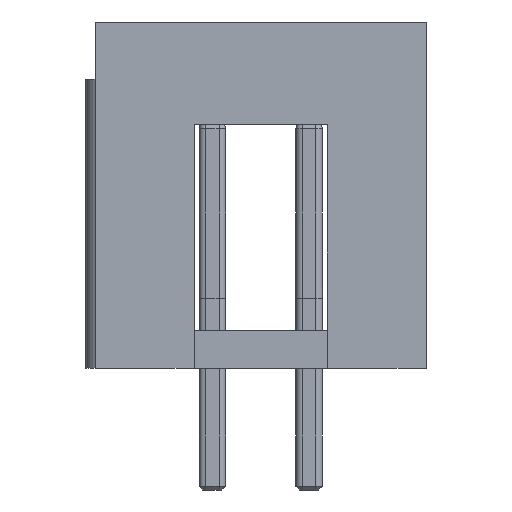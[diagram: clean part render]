
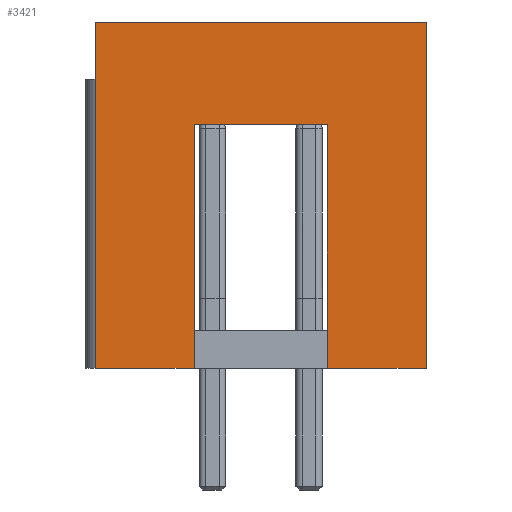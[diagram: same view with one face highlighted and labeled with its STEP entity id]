
A CAD part, left-side view. The second image highlights one B-rep face of the part: STEP entity #3421.
In plain terms, the highlighted planar face has unit normal (-1, 0, 0).
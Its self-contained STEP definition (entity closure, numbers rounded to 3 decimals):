
#69 = PLANE('',#70);
#70 = AXIS2_PLACEMENT_3D('',#71,#72,#73);
#71 = CARTESIAN_POINT('',(0.,0.,0.));
#72 = DIRECTION('',(0.,0.,1.));
#73 = DIRECTION('',(1.,0.,-0.));
#94 = VERTEX_POINT('',#95);
#95 = CARTESIAN_POINT('',(-11.61,4.35,0.));
#109 = PLANE('',#110);
#110 = AXIS2_PLACEMENT_3D('',#111,#112,#113);
#111 = CARTESIAN_POINT('',(11.61,4.35,0.));
#112 = DIRECTION('',(0.,-1.,0.));
#113 = DIRECTION('',(-1.,0.,0.));
#121 = EDGE_CURVE('',#94,#122,#124,.T.);
#122 = VERTEX_POINT('',#123);
#123 = CARTESIAN_POINT('',(-11.61,1.75,0.));
#124 = SURFACE_CURVE('',#125,(#129,#136),.PCURVE_S1.);
#125 = LINE('',#126,#127);
#126 = CARTESIAN_POINT('',(-11.61,4.35,0.));
#127 = VECTOR('',#128,1.);
#128 = DIRECTION('',(0.,-1.,0.));
#129 = PCURVE('',#69,#130);
#130 = DEFINITIONAL_REPRESENTATION('',(#131),#135);
#131 = LINE('',#132,#133);
#132 = CARTESIAN_POINT('',(-11.61,4.35));
#133 = VECTOR('',#134,1.);
#134 = DIRECTION('',(0.,-1.));
#135 = ( GEOMETRIC_REPRESENTATION_CONTEXT(2) 
PARAMETRIC_REPRESENTATION_CONTEXT() REPRESENTATION_CONTEXT('2D SPACE',''
  ) );
#136 = PCURVE('',#137,#142);
#137 = PLANE('',#138);
#138 = AXIS2_PLACEMENT_3D('',#139,#140,#141);
#139 = CARTESIAN_POINT('',(-11.61,4.35,0.));
#140 = DIRECTION('',(1.,0.,-0.));
#141 = DIRECTION('',(0.,-1.,0.));
#142 = DEFINITIONAL_REPRESENTATION('',(#143),#147);
#143 = LINE('',#144,#145);
#144 = CARTESIAN_POINT('',(0.,0.));
#145 = VECTOR('',#146,1.);
#146 = DIRECTION('',(1.,0.));
#147 = ( GEOMETRIC_REPRESENTATION_CONTEXT(2) 
PARAMETRIC_REPRESENTATION_CONTEXT() REPRESENTATION_CONTEXT('2D SPACE',''
  ) );
#165 = PLANE('',#166);
#166 = AXIS2_PLACEMENT_3D('',#167,#168,#169);
#167 = CARTESIAN_POINT('',(-10.61,1.75,0.));
#168 = DIRECTION('',(0.,-1.,0.));
#169 = DIRECTION('',(-1.,0.,0.));
#206 = VERTEX_POINT('',#207);
#207 = CARTESIAN_POINT('',(-11.61,-1.75,0.));
#221 = PLANE('',#222);
#222 = AXIS2_PLACEMENT_3D('',#223,#224,#225);
#223 = CARTESIAN_POINT('',(-11.61,-1.75,0.));
#224 = DIRECTION('',(0.,1.,0.));
#225 = DIRECTION('',(1.,0.,0.));
#233 = EDGE_CURVE('',#206,#234,#236,.T.);
#234 = VERTEX_POINT('',#235);
#235 = CARTESIAN_POINT('',(-11.61,-4.35,0.));
#236 = SURFACE_CURVE('',#237,(#241,#248),.PCURVE_S1.);
#237 = LINE('',#238,#239);
#238 = CARTESIAN_POINT('',(-11.61,4.35,0.));
#239 = VECTOR('',#240,1.);
#240 = DIRECTION('',(0.,-1.,0.));
#241 = PCURVE('',#69,#242);
#242 = DEFINITIONAL_REPRESENTATION('',(#243),#247);
#243 = LINE('',#244,#245);
#244 = CARTESIAN_POINT('',(-11.61,4.35));
#245 = VECTOR('',#246,1.);
#246 = DIRECTION('',(0.,-1.));
#247 = ( GEOMETRIC_REPRESENTATION_CONTEXT(2) 
PARAMETRIC_REPRESENTATION_CONTEXT() REPRESENTATION_CONTEXT('2D SPACE',''
  ) );
#248 = PCURVE('',#137,#249);
#249 = DEFINITIONAL_REPRESENTATION('',(#250),#254);
#250 = LINE('',#251,#252);
#251 = CARTESIAN_POINT('',(0.,0.));
#252 = VECTOR('',#253,1.);
#253 = DIRECTION('',(1.,0.));
#254 = ( GEOMETRIC_REPRESENTATION_CONTEXT(2) 
PARAMETRIC_REPRESENTATION_CONTEXT() REPRESENTATION_CONTEXT('2D SPACE',''
  ) );
#272 = PLANE('',#273);
#273 = AXIS2_PLACEMENT_3D('',#274,#275,#276);
#274 = CARTESIAN_POINT('',(-11.61,-4.35,0.));
#275 = DIRECTION('',(0.,1.,0.));
#276 = DIRECTION('',(1.,0.,0.));
#3257 = VERTEX_POINT('',#3258);
#3258 = CARTESIAN_POINT('',(-11.61,4.35,9.1));
#3272 = PLANE('',#3273);
#3273 = AXIS2_PLACEMENT_3D('',#3274,#3275,#3276);
#3274 = CARTESIAN_POINT('',(0.,0.,9.1));
#3275 = DIRECTION('',(0.,0.,1.));
#3276 = DIRECTION('',(1.,0.,-0.));
#3284 = EDGE_CURVE('',#94,#3257,#3285,.T.);
#3285 = SURFACE_CURVE('',#3286,(#3290,#3297),.PCURVE_S1.);
#3286 = LINE('',#3287,#3288);
#3287 = CARTESIAN_POINT('',(-11.61,4.35,0.));
#3288 = VECTOR('',#3289,1.);
#3289 = DIRECTION('',(0.,0.,1.));
#3290 = PCURVE('',#109,#3291);
#3291 = DEFINITIONAL_REPRESENTATION('',(#3292),#3296);
#3292 = LINE('',#3293,#3294);
#3293 = CARTESIAN_POINT('',(23.22,0.));
#3294 = VECTOR('',#3295,1.);
#3295 = DIRECTION('',(0.,-1.));
#3296 = ( GEOMETRIC_REPRESENTATION_CONTEXT(2) 
PARAMETRIC_REPRESENTATION_CONTEXT() REPRESENTATION_CONTEXT('2D SPACE',''
  ) );
#3297 = PCURVE('',#137,#3298);
#3298 = DEFINITIONAL_REPRESENTATION('',(#3299),#3303);
#3299 = LINE('',#3300,#3301);
#3300 = CARTESIAN_POINT('',(0.,0.));
#3301 = VECTOR('',#3302,1.);
#3302 = DIRECTION('',(0.,-1.));
#3303 = ( GEOMETRIC_REPRESENTATION_CONTEXT(2) 
PARAMETRIC_REPRESENTATION_CONTEXT() REPRESENTATION_CONTEXT('2D SPACE',''
  ) );
#3421 = ADVANCED_FACE('',(#3422),#137,.F.);
#3422 = FACE_BOUND('',#3423,.F.);
#3423 = EDGE_LOOP('',(#3424,#3425,#3426,#3449,#3470,#3471,#3494,#3522));
#3424 = ORIENTED_EDGE('',*,*,#121,.F.);
#3425 = ORIENTED_EDGE('',*,*,#3284,.T.);
#3426 = ORIENTED_EDGE('',*,*,#3427,.T.);
#3427 = EDGE_CURVE('',#3257,#3428,#3430,.T.);
#3428 = VERTEX_POINT('',#3429);
#3429 = CARTESIAN_POINT('',(-11.61,-4.35,9.1));
#3430 = SURFACE_CURVE('',#3431,(#3435,#3442),.PCURVE_S1.);
#3431 = LINE('',#3432,#3433);
#3432 = CARTESIAN_POINT('',(-11.61,4.35,9.1));
#3433 = VECTOR('',#3434,1.);
#3434 = DIRECTION('',(0.,-1.,0.));
#3435 = PCURVE('',#137,#3436);
#3436 = DEFINITIONAL_REPRESENTATION('',(#3437),#3441);
#3437 = LINE('',#3438,#3439);
#3438 = CARTESIAN_POINT('',(0.,-9.1));
#3439 = VECTOR('',#3440,1.);
#3440 = DIRECTION('',(1.,0.));
#3441 = ( GEOMETRIC_REPRESENTATION_CONTEXT(2) 
PARAMETRIC_REPRESENTATION_CONTEXT() REPRESENTATION_CONTEXT('2D SPACE',''
  ) );
#3442 = PCURVE('',#3272,#3443);
#3443 = DEFINITIONAL_REPRESENTATION('',(#3444),#3448);
#3444 = LINE('',#3445,#3446);
#3445 = CARTESIAN_POINT('',(-11.61,4.35));
#3446 = VECTOR('',#3447,1.);
#3447 = DIRECTION('',(0.,-1.));
#3448 = ( GEOMETRIC_REPRESENTATION_CONTEXT(2) 
PARAMETRIC_REPRESENTATION_CONTEXT() REPRESENTATION_CONTEXT('2D SPACE',''
  ) );
#3449 = ORIENTED_EDGE('',*,*,#3450,.F.);
#3450 = EDGE_CURVE('',#234,#3428,#3451,.T.);
#3451 = SURFACE_CURVE('',#3452,(#3456,#3463),.PCURVE_S1.);
#3452 = LINE('',#3453,#3454);
#3453 = CARTESIAN_POINT('',(-11.61,-4.35,0.));
#3454 = VECTOR('',#3455,1.);
#3455 = DIRECTION('',(0.,0.,1.));
#3456 = PCURVE('',#137,#3457);
#3457 = DEFINITIONAL_REPRESENTATION('',(#3458),#3462);
#3458 = LINE('',#3459,#3460);
#3459 = CARTESIAN_POINT('',(8.7,0.));
#3460 = VECTOR('',#3461,1.);
#3461 = DIRECTION('',(0.,-1.));
#3462 = ( GEOMETRIC_REPRESENTATION_CONTEXT(2) 
PARAMETRIC_REPRESENTATION_CONTEXT() REPRESENTATION_CONTEXT('2D SPACE',''
  ) );
#3463 = PCURVE('',#272,#3464);
#3464 = DEFINITIONAL_REPRESENTATION('',(#3465),#3469);
#3465 = LINE('',#3466,#3467);
#3466 = CARTESIAN_POINT('',(0.,0.));
#3467 = VECTOR('',#3468,1.);
#3468 = DIRECTION('',(0.,-1.));
#3469 = ( GEOMETRIC_REPRESENTATION_CONTEXT(2) 
PARAMETRIC_REPRESENTATION_CONTEXT() REPRESENTATION_CONTEXT('2D SPACE',''
  ) );
#3470 = ORIENTED_EDGE('',*,*,#233,.F.);
#3471 = ORIENTED_EDGE('',*,*,#3472,.T.);
#3472 = EDGE_CURVE('',#206,#3473,#3475,.T.);
#3473 = VERTEX_POINT('',#3474);
#3474 = CARTESIAN_POINT('',(-11.61,-1.75,6.4));
#3475 = SURFACE_CURVE('',#3476,(#3480,#3487),.PCURVE_S1.);
#3476 = LINE('',#3477,#3478);
#3477 = CARTESIAN_POINT('',(-11.61,-1.75,0.));
#3478 = VECTOR('',#3479,1.);
#3479 = DIRECTION('',(0.,0.,1.));
#3480 = PCURVE('',#137,#3481);
#3481 = DEFINITIONAL_REPRESENTATION('',(#3482),#3486);
#3482 = LINE('',#3483,#3484);
#3483 = CARTESIAN_POINT('',(6.1,0.));
#3484 = VECTOR('',#3485,1.);
#3485 = DIRECTION('',(0.,-1.));
#3486 = ( GEOMETRIC_REPRESENTATION_CONTEXT(2) 
PARAMETRIC_REPRESENTATION_CONTEXT() REPRESENTATION_CONTEXT('2D SPACE',''
  ) );
#3487 = PCURVE('',#221,#3488);
#3488 = DEFINITIONAL_REPRESENTATION('',(#3489),#3493);
#3489 = LINE('',#3490,#3491);
#3490 = CARTESIAN_POINT('',(0.,0.));
#3491 = VECTOR('',#3492,1.);
#3492 = DIRECTION('',(0.,-1.));
#3493 = ( GEOMETRIC_REPRESENTATION_CONTEXT(2) 
PARAMETRIC_REPRESENTATION_CONTEXT() REPRESENTATION_CONTEXT('2D SPACE',''
  ) );
#3494 = ORIENTED_EDGE('',*,*,#3495,.F.);
#3495 = EDGE_CURVE('',#3496,#3473,#3498,.T.);
#3496 = VERTEX_POINT('',#3497);
#3497 = CARTESIAN_POINT('',(-11.61,1.75,6.4));
#3498 = SURFACE_CURVE('',#3499,(#3503,#3510),.PCURVE_S1.);
#3499 = LINE('',#3500,#3501);
#3500 = CARTESIAN_POINT('',(-11.61,1.75,6.4));
#3501 = VECTOR('',#3502,1.);
#3502 = DIRECTION('',(0.,-1.,0.));
#3503 = PCURVE('',#137,#3504);
#3504 = DEFINITIONAL_REPRESENTATION('',(#3505),#3509);
#3505 = LINE('',#3506,#3507);
#3506 = CARTESIAN_POINT('',(2.6,-6.4));
#3507 = VECTOR('',#3508,1.);
#3508 = DIRECTION('',(1.,0.));
#3509 = ( GEOMETRIC_REPRESENTATION_CONTEXT(2) 
PARAMETRIC_REPRESENTATION_CONTEXT() REPRESENTATION_CONTEXT('2D SPACE',''
  ) );
#3510 = PCURVE('',#3511,#3516);
#3511 = PLANE('',#3512);
#3512 = AXIS2_PLACEMENT_3D('',#3513,#3514,#3515);
#3513 = CARTESIAN_POINT('',(-11.11,0.,6.4));
#3514 = DIRECTION('',(0.,0.,1.));
#3515 = DIRECTION('',(1.,0.,-0.));
#3516 = DEFINITIONAL_REPRESENTATION('',(#3517),#3521);
#3517 = LINE('',#3518,#3519);
#3518 = CARTESIAN_POINT('',(-0.5,1.75));
#3519 = VECTOR('',#3520,1.);
#3520 = DIRECTION('',(0.,-1.));
#3521 = ( GEOMETRIC_REPRESENTATION_CONTEXT(2) 
PARAMETRIC_REPRESENTATION_CONTEXT() REPRESENTATION_CONTEXT('2D SPACE',''
  ) );
#3522 = ORIENTED_EDGE('',*,*,#3523,.F.);
#3523 = EDGE_CURVE('',#122,#3496,#3524,.T.);
#3524 = SURFACE_CURVE('',#3525,(#3529,#3536),.PCURVE_S1.);
#3525 = LINE('',#3526,#3527);
#3526 = CARTESIAN_POINT('',(-11.61,1.75,0.));
#3527 = VECTOR('',#3528,1.);
#3528 = DIRECTION('',(0.,0.,1.));
#3529 = PCURVE('',#137,#3530);
#3530 = DEFINITIONAL_REPRESENTATION('',(#3531),#3535);
#3531 = LINE('',#3532,#3533);
#3532 = CARTESIAN_POINT('',(2.6,0.));
#3533 = VECTOR('',#3534,1.);
#3534 = DIRECTION('',(0.,-1.));
#3535 = ( GEOMETRIC_REPRESENTATION_CONTEXT(2) 
PARAMETRIC_REPRESENTATION_CONTEXT() REPRESENTATION_CONTEXT('2D SPACE',''
  ) );
#3536 = PCURVE('',#165,#3537);
#3537 = DEFINITIONAL_REPRESENTATION('',(#3538),#3542);
#3538 = LINE('',#3539,#3540);
#3539 = CARTESIAN_POINT('',(1.,0.));
#3540 = VECTOR('',#3541,1.);
#3541 = DIRECTION('',(0.,-1.));
#3542 = ( GEOMETRIC_REPRESENTATION_CONTEXT(2) 
PARAMETRIC_REPRESENTATION_CONTEXT() REPRESENTATION_CONTEXT('2D SPACE',''
  ) );
